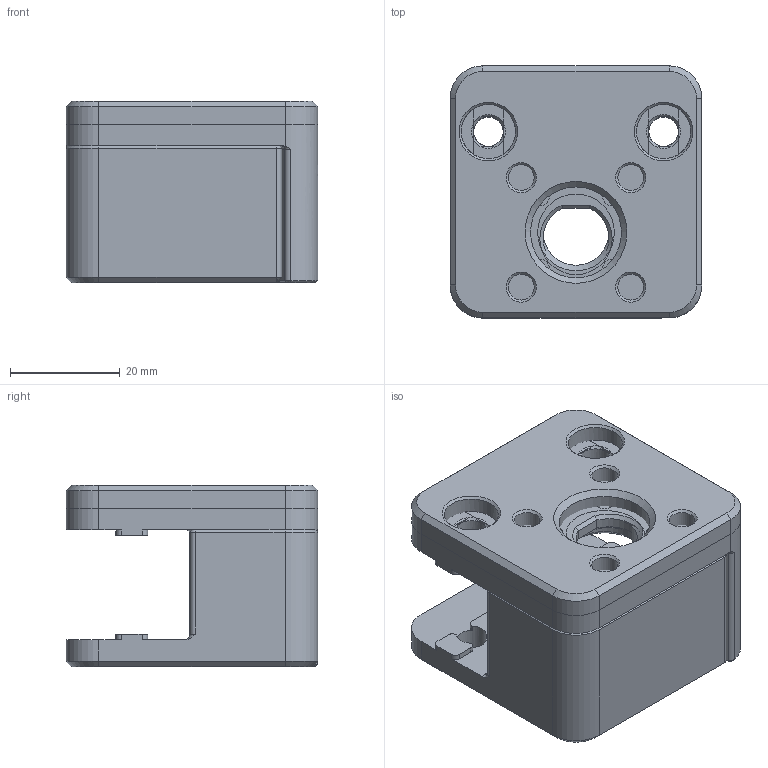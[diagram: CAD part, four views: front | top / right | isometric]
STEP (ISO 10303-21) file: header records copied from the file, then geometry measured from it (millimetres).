
FILE_DESCRIPTION(/* description */ (''),/* implementation_level */ '2;1');
FILE_NAME(/* name */ '2020 Umbilical Mount.step',/* time_stamp */ '2023-04-21T21:47:21-05:00',/* author */ (''),/* organization */ (''),/* preprocessor_version */ 'ST-DEVELOPER v19.2',/* originating_system */ 'Autodesk Translation Framework v12.4.0.73',/* authorisation */ '');
FILE_SCHEMA (('AUTOMOTIVE_DESIGN { 1 0 10303 214 3 1 1 }'));
Length unit declared in the file: millimetre
Products named in the file (6): (Unsaved); Upper Umbilical; Upper Umbilical 16mm 4 Screw; Upper Umbilical 12mm 4 Screw; Upper Umbilical M12; Lower Umbilical Mount
Assembly tree (5 placements, depth 3):
  (Unsaved)
    Upper Umbilical
      Upper Umbilical 16mm 4 Screw
      Upper Umbilical 12mm 4 Screw
      Upper Umbilical M12
    Lower Umbilical Mount
Bounding box: 46 x 46 x 33.2 mm (x, y, z)
Volume: 50389.4 mm3; surface area: 26513.8 mm2
Topology: 4 solids, 4 shells, 392 faces, 1025 edges, 632 vertices
Faces by surface type: plane 186, cylinder 121, cone 67, torus 18
Full cylindrical faces by diameter (mm): 2.4 x4, 4.7 x4, 5.4 x8, 9.9 x2, 12 x1, 16.6 x1, 25 x1
Entity records: 12220 total; most frequent: DIRECTION 2185, CARTESIAN_POINT 2125, ORIENTED_EDGE 2046, EDGE_CURVE 1023, AXIS2_PLACEMENT_3D 774, LINE 637, VECTOR 637, VERTEX_POINT 632
